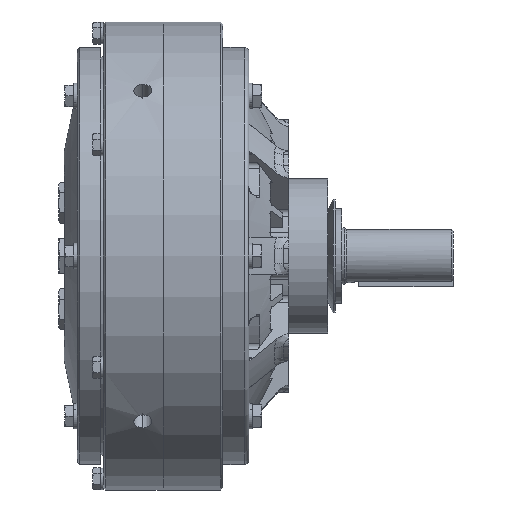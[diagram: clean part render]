
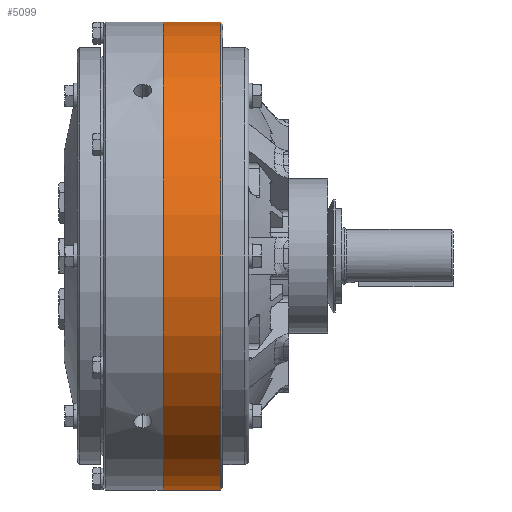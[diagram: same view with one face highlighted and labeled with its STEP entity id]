
A CAD part, front view. The second image highlights one B-rep face of the part: STEP entity #5099.
In plain terms, the highlighted cylindrical face has radius 197.5 mm (diameter 395 mm), a partial arc.
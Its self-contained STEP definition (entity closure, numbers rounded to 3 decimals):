
#255 = CARTESIAN_POINT ( 'NONE',  ( 0.001, 0., -197.5 ) ) ;
#1869 = LINE ( 'NONE', #24047, #18059 ) ;
#2864 = LINE ( 'NONE', #27569, #13246 ) ;
#4102 = ORIENTED_EDGE ( 'NONE', *, *, #7109, .T. ) ;
#4126 = CARTESIAN_POINT ( 'NONE',  ( -22.352, 0., 0. ) ) ;
#4697 = VERTEX_POINT ( 'NONE', #20982 ) ;
#5099 = ADVANCED_FACE ( 'NONE', ( #33630 ), #15751, .T. ) ;
#6683 = DIRECTION ( 'NONE',  ( 0., 0., 1. ) ) ;
#6910 = DIRECTION ( 'NONE',  ( -1., 0., 0. ) ) ;
#7048 = DIRECTION ( 'NONE',  ( -1., 0., 0. ) ) ;
#7109 = EDGE_CURVE ( 'NONE', #29976, #9566, #11141, .T. ) ;
#8425 = VERTEX_POINT ( 'NONE', #255 ) ;
#8616 = DIRECTION ( 'NONE',  ( 0., 0., 1. ) ) ;
#9566 = VERTEX_POINT ( 'NONE', #14313 ) ;
#9729 = EDGE_CURVE ( 'NONE', #29976, #8425, #1869, .T. ) ;
#11141 = CIRCLE ( 'NONE', #26204, 197.5 ) ;
#11706 = AXIS2_PLACEMENT_3D ( 'NONE', #4126, #33248, #6683 ) ;
#13246 = VECTOR ( 'NONE', #7048, 1000. ) ;
#14313 = CARTESIAN_POINT ( 'NONE',  ( 48.5, 0., 197.5 ) ) ;
#14601 = DIRECTION ( 'NONE',  ( 0., 0., 1. ) ) ;
#15751 = CYLINDRICAL_SURFACE ( 'NONE', #11706, 197.5 ) ;
#17397 = DIRECTION ( 'NONE',  ( -1., 0., 0. ) ) ;
#17473 = CARTESIAN_POINT ( 'NONE',  ( 0.001, 0., 0. ) ) ;
#18059 = VECTOR ( 'NONE', #29381, 1000. ) ;
#20398 = AXIS2_PLACEMENT_3D ( 'NONE', #17473, #6910, #8616 ) ;
#20982 = CARTESIAN_POINT ( 'NONE',  ( 0.001, 0., 197.5 ) ) ;
#21643 = EDGE_LOOP ( 'NONE', ( #28535, #4102, #22090, #33050 ) ) ;
#22090 = ORIENTED_EDGE ( 'NONE', *, *, #27851, .T. ) ;
#24047 = CARTESIAN_POINT ( 'NONE',  ( -22.352, 0., -197.5 ) ) ;
#24809 = CARTESIAN_POINT ( 'NONE',  ( 48.5, 0., 0. ) ) ;
#26204 = AXIS2_PLACEMENT_3D ( 'NONE', #24809, #17397, #14601 ) ;
#27569 = CARTESIAN_POINT ( 'NONE',  ( -22.352, 0., 197.5 ) ) ;
#27851 = EDGE_CURVE ( 'NONE', #9566, #4697, #2864, .T. ) ;
#28126 = EDGE_CURVE ( 'NONE', #8425, #4697, #32345, .T. ) ;
#28535 = ORIENTED_EDGE ( 'NONE', *, *, #9729, .F. ) ;
#29381 = DIRECTION ( 'NONE',  ( -1., 0., 0. ) ) ;
#29888 = CARTESIAN_POINT ( 'NONE',  ( 48.5, 0., -197.5 ) ) ;
#29976 = VERTEX_POINT ( 'NONE', #29888 ) ;
#32345 = CIRCLE ( 'NONE', #20398, 197.5 ) ;
#33050 = ORIENTED_EDGE ( 'NONE', *, *, #28126, .F. ) ;
#33248 = DIRECTION ( 'NONE',  ( -1., 0., 0. ) ) ;
#33630 = FACE_OUTER_BOUND ( 'NONE', #21643, .T. ) ;
